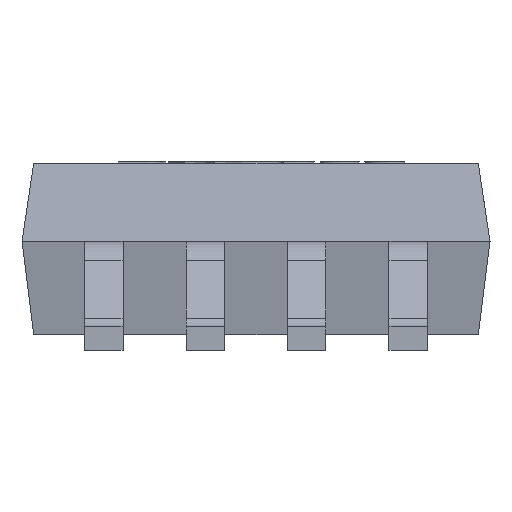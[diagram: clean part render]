
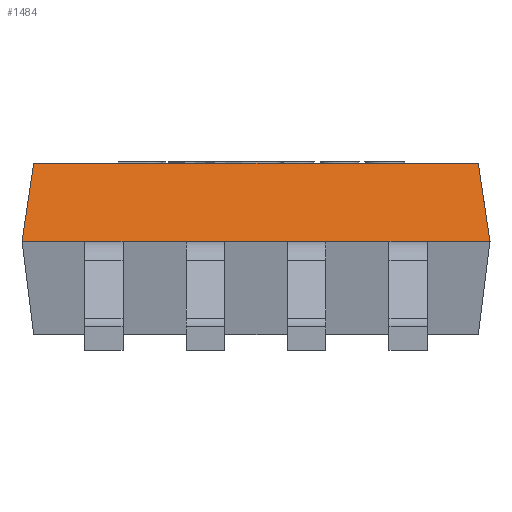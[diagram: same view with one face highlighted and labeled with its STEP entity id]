
A CAD part, left-side view. The second image highlights one B-rep face of the part: STEP entity #1484.
In plain terms, the highlighted free-form (B-spline) face has degree [1, 1] with [2, 2] control points.
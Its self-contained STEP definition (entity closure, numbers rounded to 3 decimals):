
#66 = VERTEX_POINT('',#67);
#67 = CARTESIAN_POINT('',(-2.09,-1.425,1.2));
#73 = EDGE_CURVE('',#66,#74,#76,.T.);
#74 = VERTEX_POINT('',#75);
#75 = CARTESIAN_POINT('',(-2.09,1.425,1.2));
#76 = LINE('',#77,#78);
#77 = CARTESIAN_POINT('',(-2.09,-1.425,1.2));
#78 = VECTOR('',#79,1.);
#79 = DIRECTION('',(0.,1.,0.));
#1373 = EDGE_CURVE('',#66,#1374,#1376,.T.);
#1374 = VERTEX_POINT('',#1375);
#1375 = CARTESIAN_POINT('',(-2.2,-1.5,0.7));
#1376 = B_SPLINE_CURVE_WITH_KNOTS('',1,(#1377,#1378),.UNSPECIFIED.,.F.,
  .F.,(2,2),(0.,1.),.PIECEWISE_BEZIER_KNOTS.);
#1377 = CARTESIAN_POINT('',(-2.09,-1.425,1.2));
#1378 = CARTESIAN_POINT('',(-2.2,-1.5,0.7));
#1484 = ADVANCED_FACE('',(#1485),#1566,.T.);
#1485 = FACE_BOUND('',#1486,.T.);
#1486 = EDGE_LOOP('',(#1487,#1488,#1495,#1503,#1511,#1519,#1527,#1535,
    #1543,#1551,#1559,#1565));
#1487 = ORIENTED_EDGE('',*,*,#73,.T.);
#1488 = ORIENTED_EDGE('',*,*,#1489,.T.);
#1489 = EDGE_CURVE('',#74,#1490,#1492,.T.);
#1490 = VERTEX_POINT('',#1491);
#1491 = CARTESIAN_POINT('',(-2.2,1.5,0.7));
#1492 = B_SPLINE_CURVE_WITH_KNOTS('',1,(#1493,#1494),.UNSPECIFIED.,.F.,
  .F.,(2,2),(0.,1.),.PIECEWISE_BEZIER_KNOTS.);
#1493 = CARTESIAN_POINT('',(-2.09,1.425,1.2));
#1494 = CARTESIAN_POINT('',(-2.2,1.5,0.7));
#1495 = ORIENTED_EDGE('',*,*,#1496,.F.);
#1496 = EDGE_CURVE('',#1497,#1490,#1499,.T.);
#1497 = VERTEX_POINT('',#1498);
#1498 = CARTESIAN_POINT('',(-2.2,1.098,0.7));
#1499 = LINE('',#1500,#1501);
#1500 = CARTESIAN_POINT('',(-2.2,-1.5,0.7));
#1501 = VECTOR('',#1502,1.);
#1502 = DIRECTION('',(0.,1.,0.));
#1503 = ORIENTED_EDGE('',*,*,#1504,.F.);
#1504 = EDGE_CURVE('',#1505,#1497,#1507,.T.);
#1505 = VERTEX_POINT('',#1506);
#1506 = CARTESIAN_POINT('',(-2.2,0.853,0.7));
#1507 = LINE('',#1508,#1509);
#1508 = CARTESIAN_POINT('',(-2.2,-1.5,0.7));
#1509 = VECTOR('',#1510,1.);
#1510 = DIRECTION('',(0.,1.,0.));
#1511 = ORIENTED_EDGE('',*,*,#1512,.F.);
#1512 = EDGE_CURVE('',#1513,#1505,#1515,.T.);
#1513 = VERTEX_POINT('',#1514);
#1514 = CARTESIAN_POINT('',(-2.2,0.448,0.7));
#1515 = LINE('',#1516,#1517);
#1516 = CARTESIAN_POINT('',(-2.2,-1.5,0.7));
#1517 = VECTOR('',#1518,1.);
#1518 = DIRECTION('',(0.,1.,0.));
#1519 = ORIENTED_EDGE('',*,*,#1520,.F.);
#1520 = EDGE_CURVE('',#1521,#1513,#1523,.T.);
#1521 = VERTEX_POINT('',#1522);
#1522 = CARTESIAN_POINT('',(-2.2,0.203,0.7));
#1523 = LINE('',#1524,#1525);
#1524 = CARTESIAN_POINT('',(-2.2,-1.5,0.7));
#1525 = VECTOR('',#1526,1.);
#1526 = DIRECTION('',(0.,1.,0.));
#1527 = ORIENTED_EDGE('',*,*,#1528,.F.);
#1528 = EDGE_CURVE('',#1529,#1521,#1531,.T.);
#1529 = VERTEX_POINT('',#1530);
#1530 = CARTESIAN_POINT('',(-2.2,-0.203,0.7));
#1531 = LINE('',#1532,#1533);
#1532 = CARTESIAN_POINT('',(-2.2,-1.5,0.7));
#1533 = VECTOR('',#1534,1.);
#1534 = DIRECTION('',(0.,1.,0.));
#1535 = ORIENTED_EDGE('',*,*,#1536,.F.);
#1536 = EDGE_CURVE('',#1537,#1529,#1539,.T.);
#1537 = VERTEX_POINT('',#1538);
#1538 = CARTESIAN_POINT('',(-2.2,-0.448,0.7));
#1539 = LINE('',#1540,#1541);
#1540 = CARTESIAN_POINT('',(-2.2,-1.5,0.7));
#1541 = VECTOR('',#1542,1.);
#1542 = DIRECTION('',(0.,1.,0.));
#1543 = ORIENTED_EDGE('',*,*,#1544,.F.);
#1544 = EDGE_CURVE('',#1545,#1537,#1547,.T.);
#1545 = VERTEX_POINT('',#1546);
#1546 = CARTESIAN_POINT('',(-2.2,-0.853,0.7));
#1547 = LINE('',#1548,#1549);
#1548 = CARTESIAN_POINT('',(-2.2,-1.5,0.7));
#1549 = VECTOR('',#1550,1.);
#1550 = DIRECTION('',(0.,1.,0.));
#1551 = ORIENTED_EDGE('',*,*,#1552,.F.);
#1552 = EDGE_CURVE('',#1553,#1545,#1555,.T.);
#1553 = VERTEX_POINT('',#1554);
#1554 = CARTESIAN_POINT('',(-2.2,-1.098,0.7));
#1555 = LINE('',#1556,#1557);
#1556 = CARTESIAN_POINT('',(-2.2,-1.5,0.7));
#1557 = VECTOR('',#1558,1.);
#1558 = DIRECTION('',(0.,1.,0.));
#1559 = ORIENTED_EDGE('',*,*,#1560,.F.);
#1560 = EDGE_CURVE('',#1374,#1553,#1561,.T.);
#1561 = LINE('',#1562,#1563);
#1562 = CARTESIAN_POINT('',(-2.2,-1.5,0.7));
#1563 = VECTOR('',#1564,1.);
#1564 = DIRECTION('',(0.,1.,0.));
#1565 = ORIENTED_EDGE('',*,*,#1373,.F.);
#1566 = B_SPLINE_SURFACE_WITH_KNOTS('',1,1,(
    (#1567,#1568)
    ,(#1569,#1570
    )),.UNSPECIFIED.,.F.,.F.,.F.,(2,2),(2,2),(0.,3.),(0.,1.),
  .PIECEWISE_BEZIER_KNOTS.);
#1567 = CARTESIAN_POINT('',(-2.09,-1.425,1.2));
#1568 = CARTESIAN_POINT('',(-2.2,-1.5,0.7));
#1569 = CARTESIAN_POINT('',(-2.09,1.425,1.2));
#1570 = CARTESIAN_POINT('',(-2.2,1.5,0.7));
